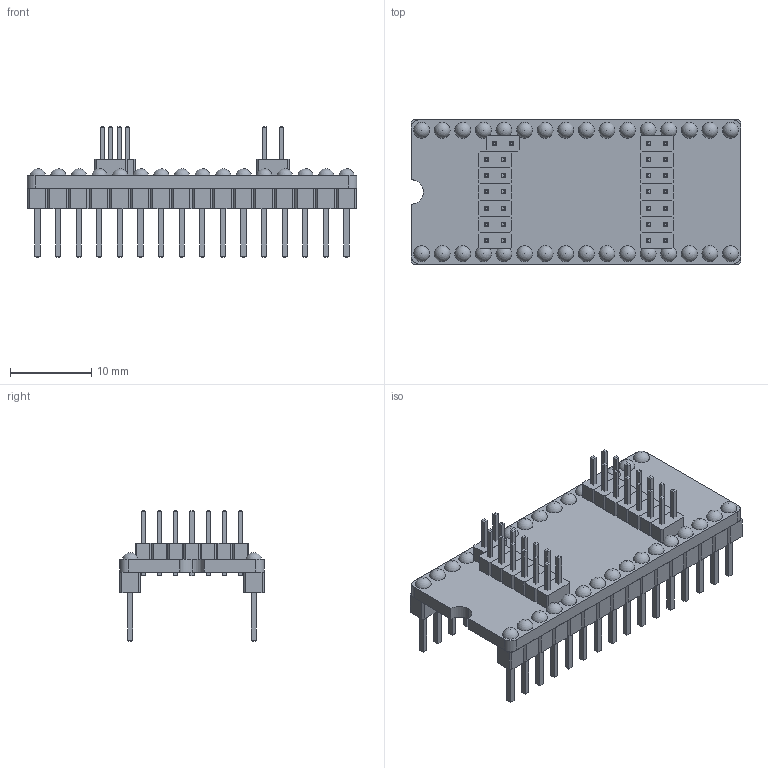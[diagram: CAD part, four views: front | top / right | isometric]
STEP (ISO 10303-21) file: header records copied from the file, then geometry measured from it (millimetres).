
FILE_DESCRIPTION(('FreeCAD Model'),'2;1');
FILE_NAME('Open CASCADE Shape Model','2023-09-04T06:50:23',(''),(''), 'Open CASCADE STEP processor 7.6','FreeCAD','Unknown');
FILE_SCHEMA(('AUTOMOTIVE_DESIGN { 1 0 10303 214 1 1 1 1 }'));
Length unit declared in the file: millimetre
Products named in the file (15): Unnamed; pins2.54; pin254_assembly; pin254; insulator254; pins2.00; Array002; pin200x2_assembly; pin200x2; pin255; insulator200x2; Array003; pcb; solder_domes; dome
Assembly tree (90 placements, depth 6):
  Unnamed
    pins2.54
      pin254_assembly  x32
        pin254
        insulator254
    pins2.00
      Array002
        pin200x2_assembly  x12
          pin200x2
            pin255  x2
          insulator200x2
      Array003
        pin200x2_assembly  x2
          pin200x2
            pin255  x2
          insulator200x2
    pcb
    solder_domes
      dome  x32
Bounding box: 40.64 x 17.78 x 16.14 mm (x, y, z)
Volume: 2124.7 mm3; surface area: 4944.7 mm2
Topology: 139 solids, 139 shells, 1137 faces, 2433 edges, 1542 vertices
Faces by surface type: plane 1099, sphere 32, cylinder 6
Entity records: 2520 total; most frequent: DIRECTION 429, CARTESIAN_POINT 349, ORIENTED_EDGE 246, AXIS2_PLACEMENT_3D 160, EDGE_CURVE 123, LINE 109, VECTOR 109, PRODUCT_DEFINITION_SHAPE 105
